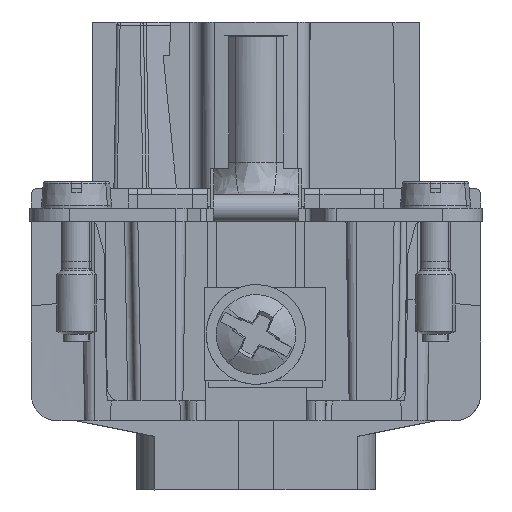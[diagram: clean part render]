
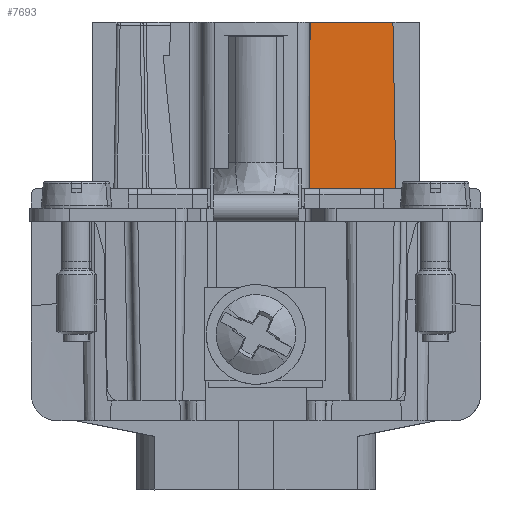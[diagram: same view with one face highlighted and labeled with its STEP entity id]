
A CAD part, front view. The second image highlights one B-rep face of the part: STEP entity #7693.
In plain terms, the highlighted planar face has unit normal (0, -1, 0.018).
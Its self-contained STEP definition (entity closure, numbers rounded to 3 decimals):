
#7670=AXIS2_PLACEMENT_3D('Plane Axis2P3D',#7667,#7668,#7669) ;
#3697=CARTESIAN_POINT('Vertex',(27.518,13.952,22.7)) ;
#3700=CARTESIAN_POINT('Line Origine',(24.264,13.952,22.7)) ;
#3704=CARTESIAN_POINT('Vertex',(21.01,13.952,22.7)) ;
#7652=CARTESIAN_POINT('Vertex',(27.3,14.171,35.2)) ;
#7655=CARTESIAN_POINT('Line Origine',(27.409,14.062,28.95)) ;
#7667=CARTESIAN_POINT('Axis2P3D Location',(20.8,14.171,35.2)) ;
#7673=CARTESIAN_POINT('Control Point',(21.068,14.171,35.2)) ;
#7674=CARTESIAN_POINT('Control Point',(21.051,14.127,32.7)) ;
#7675=CARTESIAN_POINT('Control Point',(21.037,14.083,30.2)) ;
#7676=CARTESIAN_POINT('Control Point',(21.025,14.04,27.7)) ;
#7677=CARTESIAN_POINT('Control Point',(21.017,13.996,25.2)) ;
#7678=CARTESIAN_POINT('Control Point',(21.01,13.952,22.7)) ;
#7679=CARTESIAN_POINT('Vertex',(21.068,14.171,35.2)) ;
#7682=CARTESIAN_POINT('Line Origine',(24.184,14.171,35.2)) ;
#3701=DIRECTION('Vector Direction',(1.,0.,0.)) ;
#7656=DIRECTION('Vector Direction',(-0.017,0.017,1.)) ;
#7668=DIRECTION('Axis2P3D Direction',(0.,1.,-0.017)) ;
#7669=DIRECTION('Axis2P3D XDirection',(1.,0.,0.)) ;
#7683=DIRECTION('Vector Direction',(1.,0.,0.)) ;
#3702=VECTOR('Line Direction',#3701,1.) ;
#7657=VECTOR('Line Direction',#7656,1.) ;
#7684=VECTOR('Line Direction',#7683,1.) ;
#7688=ORIENTED_EDGE('',*,*,#7681,.T.) ;
#7689=ORIENTED_EDGE('',*,*,#3706,.T.) ;
#7690=ORIENTED_EDGE('',*,*,#7659,.T.) ;
#7691=ORIENTED_EDGE('',*,*,#7686,.F.) ;
#7693=ADVANCED_FACE('Hauptk\X2\00F6\X0\rper',(#7692),#7671,.F.) ;
#7672=B_SPLINE_CURVE_WITH_KNOTS('',5,(#7673,#7674,#7675,#7676,#7677,#7678),.UNSPECIFIED.,.F.,.U.,(6,6),(0.,17.681),.UNSPECIFIED.) ;
#3706=EDGE_CURVE('',#3705,#3698,#3703,.T.) ;
#7659=EDGE_CURVE('',#3698,#7653,#7658,.T.) ;
#7681=EDGE_CURVE('',#7680,#3705,#7672,.T.) ;
#7686=EDGE_CURVE('',#7680,#7653,#7685,.T.) ;
#7687=EDGE_LOOP('',(#7688,#7689,#7690,#7691)) ;
#7692=FACE_OUTER_BOUND('',#7687,.T.) ;
#3703=LINE('Line',#3700,#3702) ;
#7658=LINE('Line',#7655,#7657) ;
#7685=LINE('Line',#7682,#7684) ;
#7671=PLANE('',#7670) ;
#3698=VERTEX_POINT('',#3697) ;
#3705=VERTEX_POINT('',#3704) ;
#7653=VERTEX_POINT('',#7652) ;
#7680=VERTEX_POINT('',#7679) ;
